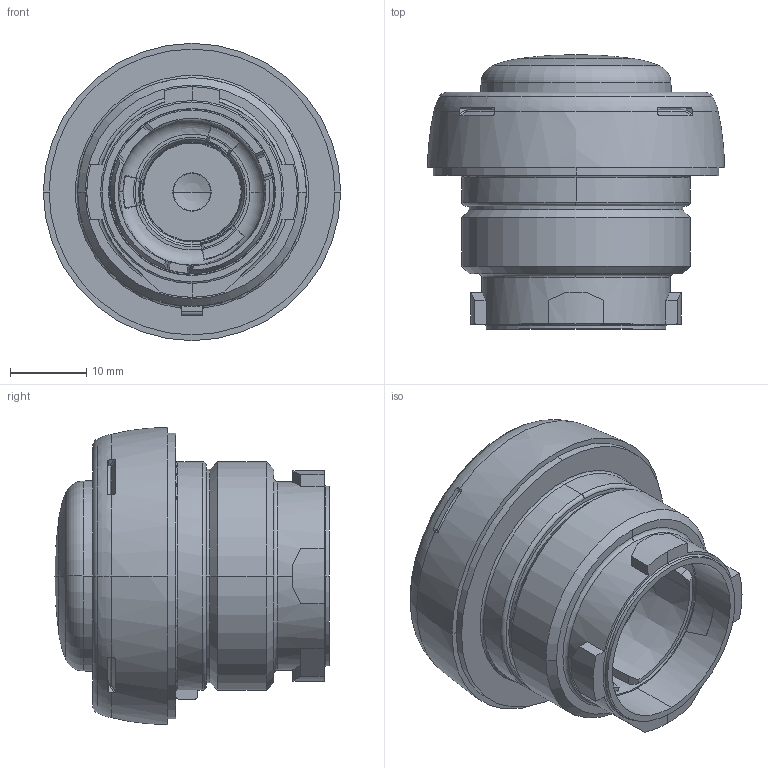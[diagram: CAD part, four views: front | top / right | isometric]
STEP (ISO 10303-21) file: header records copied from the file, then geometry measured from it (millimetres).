
FILE_DESCRIPTION((''),'2;1');
FILE_NAME('05-1141-0455_EINSATZGEH','2023-09-21T13:38:23',('Beil'),(''),'CREO PARAMETRIC BY PTC INC, 2019030','CREO PARAMETRIC BY PTC INC, 2019030','');
FILE_SCHEMA(('CONFIG_CONTROL_DESIGN','SHAPE_APPEARANCE_LAYERS_GROUPS'));
Length unit declared in the file: millimetre
Products named in the file (1): 05-1141-0455_EINSATZGEH
Bounding box: 39 x 36 x 39 mm (x, y, z)
Volume: 19165.9 mm3; surface area: 8780.2 mm2
Topology: 1 solids, 4 shells, 246 faces, 664 edges, 425 vertices
Faces by surface type: plane 104, cylinder 43, cone 42, torus 33, bspline 20, sphere 4
Entity records: 10643 total; most frequent: CARTESIAN_POINT 2514, ORIENTED_EDGE 1320, DIRECTION 1204, PRESENTATION_STYLE_ASSIGNMENT 669, STYLED_ITEM 661, CURVE_STYLE 660, EDGE_CURVE 660, AXIS2_PLACEMENT_3D 502
